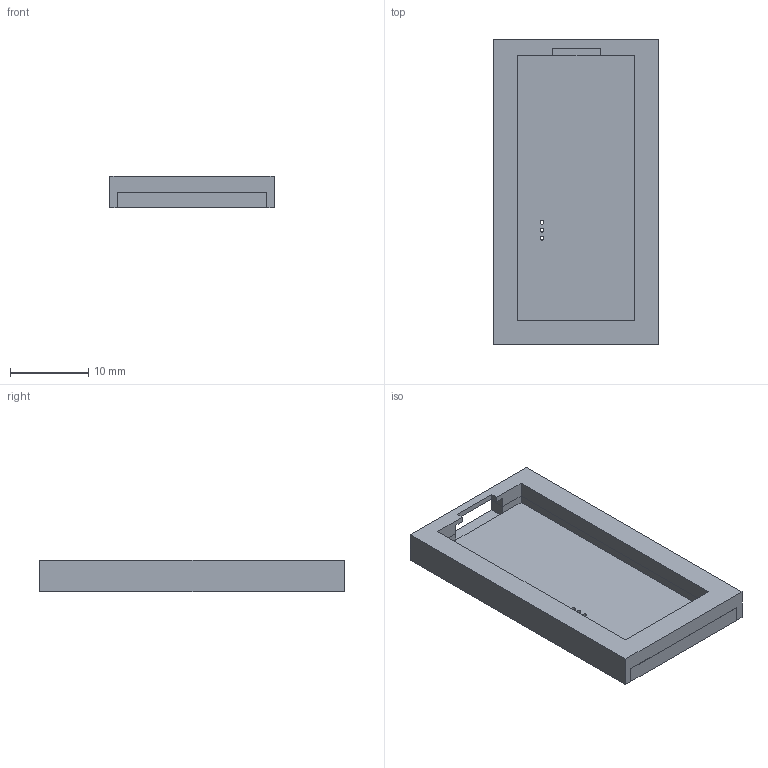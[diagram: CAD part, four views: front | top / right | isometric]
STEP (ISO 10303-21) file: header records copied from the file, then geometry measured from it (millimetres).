
FILE_DESCRIPTION(/* description */ ('KiCad electronic assembly'),/* implementation_level */ '2;1');
FILE_NAME(/* name */ 'Case.step',/* time_stamp */ '2025-12-05T18:11:25-08:00',/* author */ (''),/* organization */ (''),/* preprocessor_version */ 'ST-DEVELOPER v20.1',/* originating_system */ 'Autodesk Translation Framework v14.21.0.0',/* authorisation */ '');
FILE_SCHEMA (('AUTOMOTIVE_DESIGN { 1 0 10303 214 3 1 1 }'));
Length unit declared in the file: millimetre
Products named in the file (1): Dev Board 1
Bounding box: 21.1 x 39 x 4 mm (x, y, z)
Volume: 1659.2 mm3; surface area: 3166.7 mm2
Topology: 2 solids, 2 shells, 42 faces, 117 edges, 78 vertices
Faces by surface type: plane 39, cylinder 3
Full cylindrical faces by diameter (mm): 0.5 x3
Entity records: 1375 total; most frequent: CARTESIAN_POINT 238, ORIENTED_EDGE 234, DIRECTION 209, EDGE_CURVE 117, LINE 111, VECTOR 111, VERTEX_POINT 78, EDGE_LOOP 49
